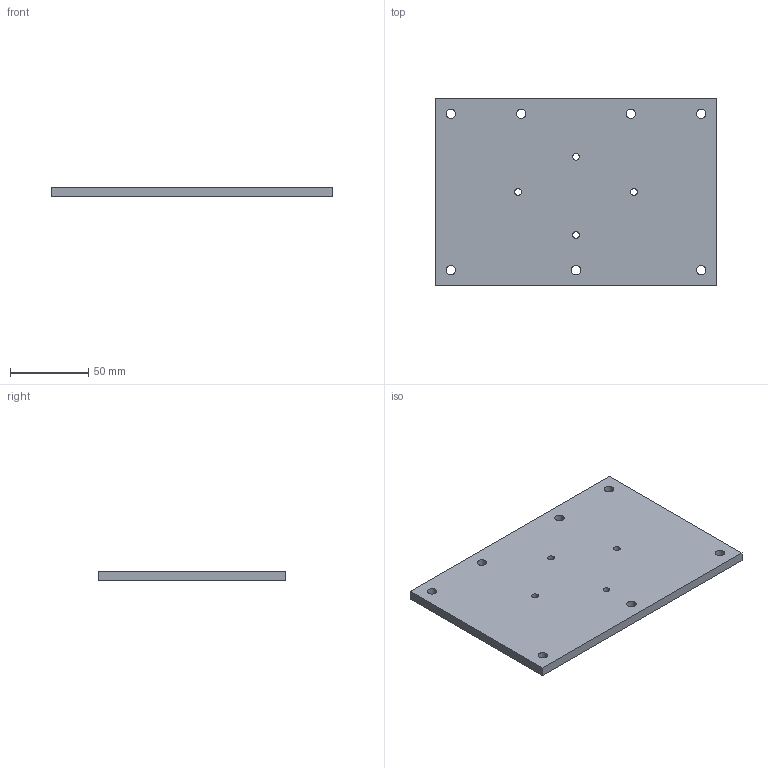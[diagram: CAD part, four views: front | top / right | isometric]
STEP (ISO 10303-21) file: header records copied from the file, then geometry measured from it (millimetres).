
FILE_DESCRIPTION(/* description */ (''),/* implementation_level */ '2;1');
FILE_NAME(/* name */ 'connector_mount.stp',/* time_stamp */ '2019-07-07T22:01:30+02:00',/* author */ ('ZEUSLAP'),/* organization */ (''),/* preprocessor_version */ 'ST-DEVELOPER v16.13',/* originating_system */ 'Autodesk Inventor 2018',/* authorisation */ '');
FILE_SCHEMA (('AUTOMOTIVE_DESIGN { 1 0 10303 214 3 1 1 }'));
Length unit declared in the file: millimetre
Products named in the file (1): top
Bounding box: 180 x 120 x 6 mm (x, y, z)
Volume: 128063.9 mm3; surface area: 47403.9 mm2
Topology: 1 solids, 1 shells, 17 faces, 45 edges, 30 vertices
Faces by surface type: cylinder 11, plane 6
Full cylindrical faces by diameter (mm): 4.3 x4, 6 x7
Entity records: 587 total; most frequent: DIRECTION 92, CARTESIAN_POINT 82, ORIENTED_EDGE 68, EDGE_LOOP 50, AXIS2_PLACEMENT_3D 40, EDGE_CURVE 34, FACE_BOUND 33, VERTEX_POINT 30
